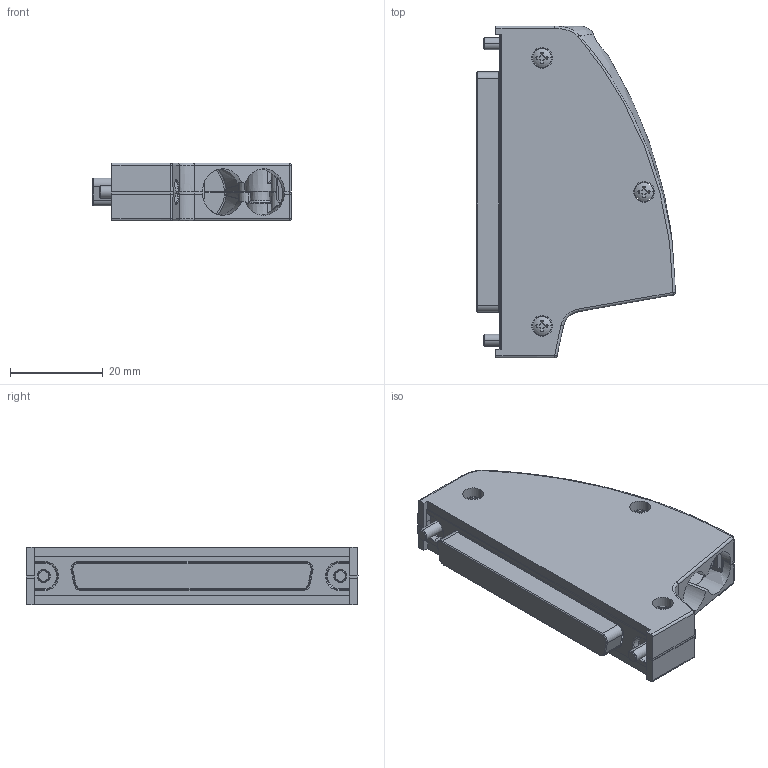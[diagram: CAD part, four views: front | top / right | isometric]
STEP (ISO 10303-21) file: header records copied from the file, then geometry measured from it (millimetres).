
FILE_DESCRIPTION((''),'2;1');
FILE_NAME('PRT0003','2008-10-16T',('Administrateur'),(''),'PRO/ENGINEER BY PARAMETRIC TECHNOLOGY CORPORATION, 2007170','PRO/ENGINEER BY PARAMETRIC TECHNOLOGY CORPORATION, 2007170','');
FILE_SCHEMA(('CONFIG_CONTROL_DESIGN'));
Length unit declared in the file: millimetre
Products named in the file (1): PRT0003
Bounding box: 42.85 x 71.6 x 12.5 mm (x, y, z)
Surface area: 13405.1 mm2 (no closed solid volume)
Topology: 0 solids, 21 shells, 507 faces, 1882 edges, 1332 vertices
Faces by surface type: plane 264, bspline 73, cylinder 62, cone 51, torus 43, sphere 10, extrusion 4
Entity records: 24602 total; most frequent: CARTESIAN_POINT 9938, DIRECTION 2823, ORIENTED_EDGE 2679, EDGE_CURVE 1880, VERTEX_POINT 1332, VECTOR 1031, LINE 1027, AXIS2_PLACEMENT_3D 896
